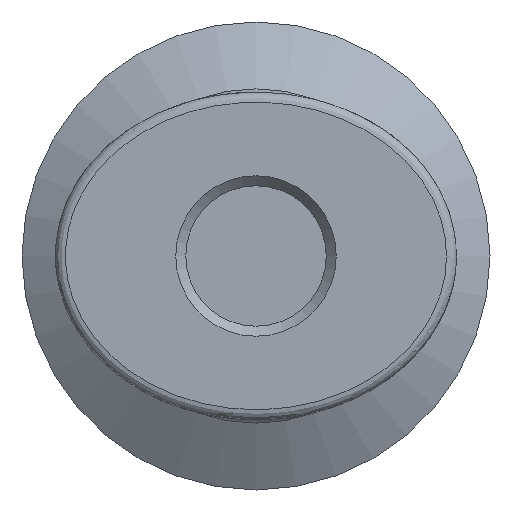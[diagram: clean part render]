
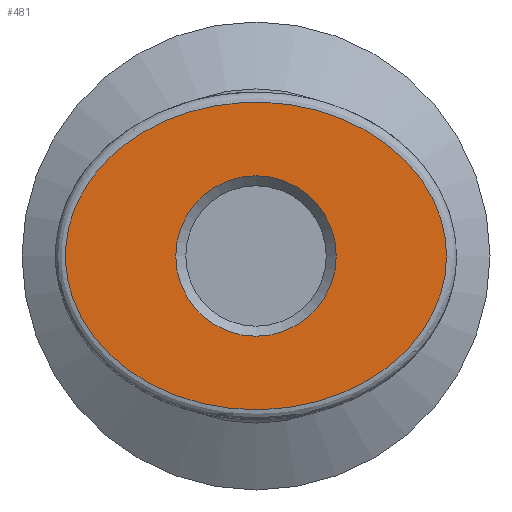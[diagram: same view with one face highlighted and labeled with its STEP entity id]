
A CAD part, left-side view. The second image highlights one B-rep face of the part: STEP entity #481.
In plain terms, the highlighted face is planar.
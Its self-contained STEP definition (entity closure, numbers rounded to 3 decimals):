
#417=CARTESIAN_POINT('',(2.4,4.1,0.));
#418=VERTEX_POINT('',#417);
#419=CARTESIAN_POINT('',(0.,4.1,0.0));
#420=DIRECTION('',(0.0,1.0,0.0));
#421=DIRECTION('',(-1.0,0.0,0.0));
#422=AXIS2_PLACEMENT_3D('',#419,#420,#421);
#423=CIRCLE('',#422,2.4);
#424=EDGE_CURVE('',#418,#418,#423,.T.);
#449=CARTESIAN_POINT('',(0.,4.1,0.));
#450=DIRECTION('',(0.0,-1.0,0.0));
#451=DIRECTION('',(0.0,0.0,-1.0));
#452=AXIS2_PLACEMENT_3D('',#449,#450,#451);
#453=PLANE('',#452);
#454=CARTESIAN_POINT('',(5.7,4.1,0.));
#455=VERTEX_POINT('',#454);
#456=CARTESIAN_POINT('',(5.701,4.1,0.));
#457=CARTESIAN_POINT('',(5.701,4.1,0.769));
#458=CARTESIAN_POINT('',(5.19,4.1,2.306));
#459=CARTESIAN_POINT('',(2.795,4.1,4.384));
#460=CARTESIAN_POINT('',(-0.437,4.1,4.884));
#461=CARTESIAN_POINT('',(-3.397,4.1,3.869));
#462=CARTESIAN_POINT('',(-4.987,4.1,2.474));
#463=CARTESIAN_POINT('',(-5.726,4.1,0.79));
#464=CARTESIAN_POINT('',(-5.726,4.1,-0.79));
#465=CARTESIAN_POINT('',(-5.092,4.1,-2.232));
#466=CARTESIAN_POINT('',(-4.011,4.1,-3.361));
#467=CARTESIAN_POINT('',(-2.658,4.1,-4.137));
#468=CARTESIAN_POINT('',(-0.169,4.1,-4.843));
#469=CARTESIAN_POINT('',(2.796,4.1,-4.384));
#470=CARTESIAN_POINT('',(5.19,4.1,-2.307));
#471=CARTESIAN_POINT('',(5.701,4.1,-0.769));
#472=CARTESIAN_POINT('',(5.701,4.1,0.));
#473=B_SPLINE_CURVE_WITH_KNOTS('',3,(#456,#457,#458,#459,#460,#461,#462,#463,#464,#465,#466,#467,#468,#469,#470,#471,#472),.UNSPECIFIED.,.T.,.U.,(4,1,1,1,1,1,1,1,1,1,1,1,1,1,4),(-3.142,-2.693,-2.244,-1.346,-0.898,-0.449,-0.15,0.15,0.449,0.748,1.047,1.346,2.244,2.693,3.142),.UNSPECIFIED.);
#474=EDGE_CURVE('',#455,#455,#473,.T.);
#475=ORIENTED_EDGE('',*,*,#474,.F.);
#476=EDGE_LOOP('',(#475));
#477=FACE_OUTER_BOUND('',#476,.T.);
#478=ORIENTED_EDGE('',*,*,#424,.F.);
#479=EDGE_LOOP('',(#478));
#480=FACE_BOUND('',#479,.T.);
#481=ADVANCED_FACE('',(#477,#480),#453,.F.);
